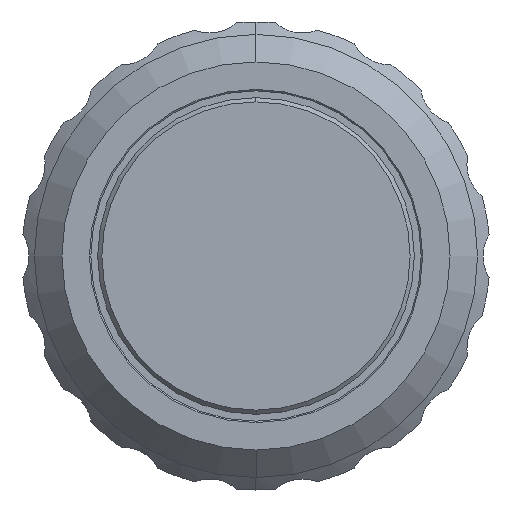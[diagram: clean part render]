
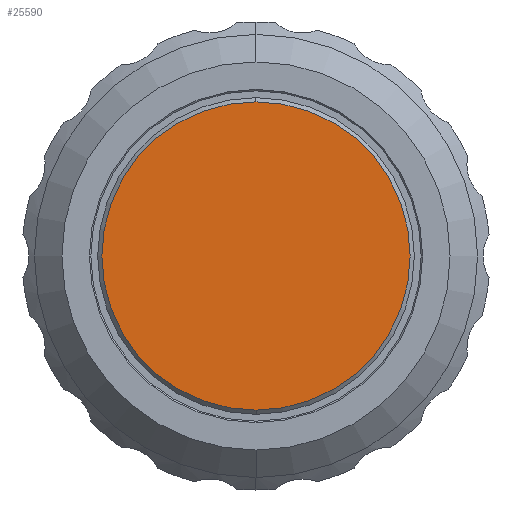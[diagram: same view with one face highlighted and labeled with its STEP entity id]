
A CAD part, front view. The second image highlights one B-rep face of the part: STEP entity #25590.
In plain terms, the highlighted planar face has unit normal (0, -1, 0).
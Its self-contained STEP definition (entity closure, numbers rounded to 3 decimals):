
#12390=CARTESIAN_POINT('',(0.,-65.14,
11.2));
#12400=VERTEX_POINT('',#12390);
#12450=CARTESIAN_POINT('',(0.,-65.14,
0.));
#12460=DIRECTION('',(0.,1.,0.));
#12470=DIRECTION('',(0.,0.,-1.));
#12480=AXIS2_PLACEMENT_3D('',#12450,#12460,#12470);
#12490=CIRCLE('',#12480,11.2);
#12500=CARTESIAN_POINT('',(0.,-65.14,
-11.2));
#12510=VERTEX_POINT('',#12500);
#12520=EDGE_CURVE('',#12510,#12400,#12490,.T.);
#25490=CARTESIAN_POINT('',(0.,-65.14,0.));
#25500=DIRECTION('',(0.,-1.,0.));
#25510=DIRECTION('',(0.,0.,1.));
#25520=AXIS2_PLACEMENT_3D('',#25490,#25500,#25510);
#25530=PLANE('',#25520);
#25540=ORIENTED_EDGE('',*,*,#12520,.F.);
#25550=EDGE_CURVE('',#12400,#12510,#12490,.T.);
#25560=ORIENTED_EDGE('',*,*,#25550,.F.);
#25570=EDGE_LOOP('',(#25560,#25540));
#25580=FACE_OUTER_BOUND('',#25570,.T.);
#25590=ADVANCED_FACE('',(#25580),#25530,.T.);
